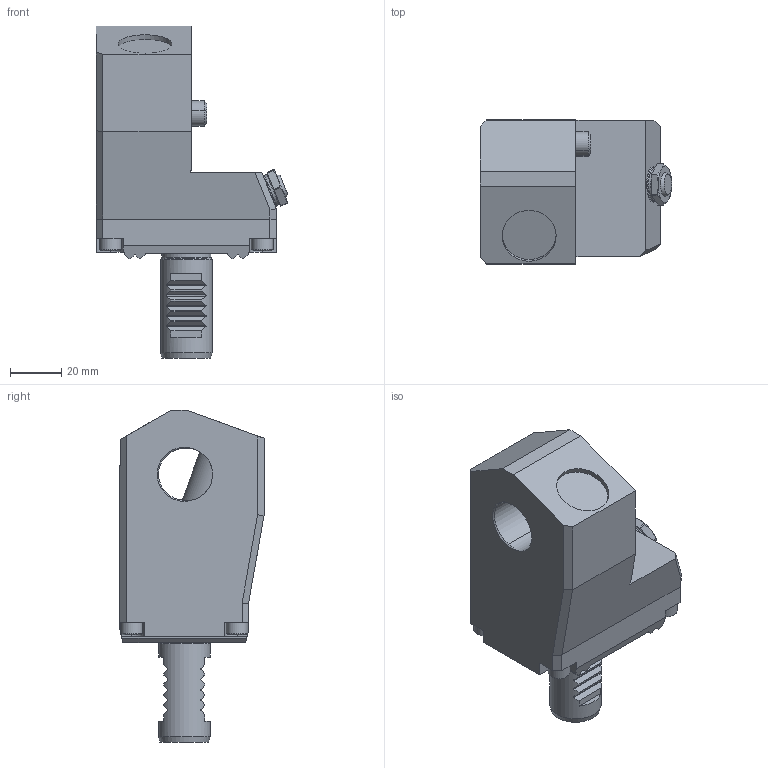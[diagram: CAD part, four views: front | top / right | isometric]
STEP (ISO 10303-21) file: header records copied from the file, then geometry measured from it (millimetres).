
FILE_DESCRIPTION(/* description */ (''),/* implementation_level */ '2;1');
FILE_NAME(/* name */ 'W1150001C.stp',/* time_stamp */ '2009-04-07T10:16:21+02:00',/* author */ (''),/* organization */ (''),/* preprocessor_version */ 'ST-DEVELOPER v11',/* originating_system */ 'UGS - NX 5.0',/* authorisation */ '');
FILE_SCHEMA (('AUTOMOTIVE_DESIGN { 1 0 10303 214 0 1 1 1 }'));
Length unit declared in the file: millimetre
Products named in the file (1): Kris4A66rxqm
Bounding box: 74.41 x 56 x 129 mm (x, y, z)
Volume: 216533.4 mm3; surface area: 29610.6 mm2
Topology: 1 solids, 1 shells, 203 faces, 528 edges, 345 vertices
Faces by surface type: plane 140, cylinder 38, cone 20, torus 4, sphere 1
Full cylindrical faces by diameter (mm): 8.5 x4, 12.6 x1, 19.1 x1, 20 x1, 21 x1, 23 x1
Entity records: 6430 total; most frequent: CARTESIAN_POINT 1508, ORIENTED_EDGE 996, DIRECTION 992, EDGE_CURVE 498, LINE 340, VECTOR 340, VERTEX_POINT 338, AXIS2_PLACEMENT_3D 326
